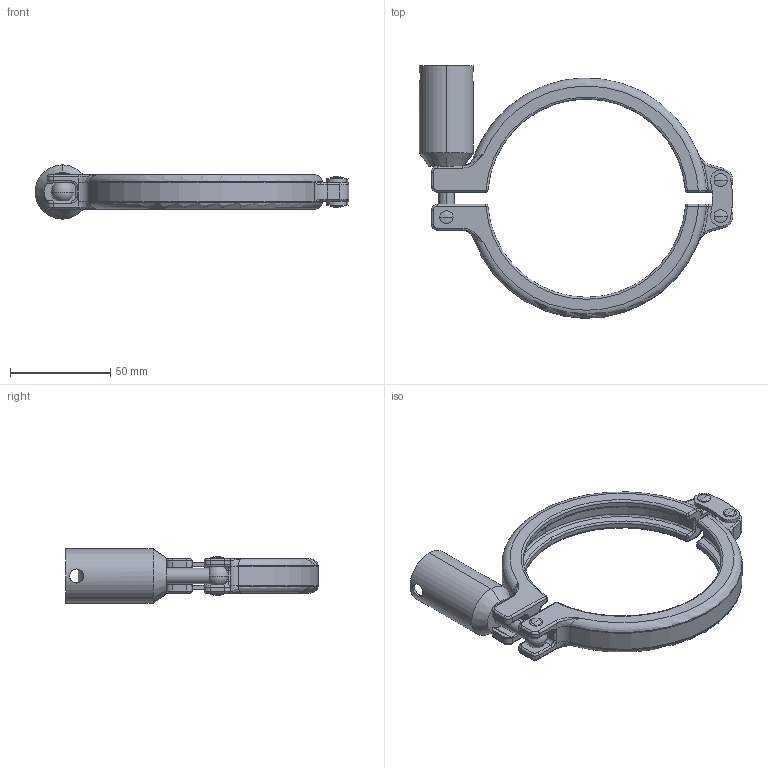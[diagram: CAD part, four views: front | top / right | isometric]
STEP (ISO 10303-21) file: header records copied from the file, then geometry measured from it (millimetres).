
FILE_DESCRIPTION (( 'STEP AP214' ), '1' );
FILE_NAME ('CL.SAFS.0350 BLOCK.STEP', '2019-04-16T14:19:45', ( '' ), ( '' ), 'SwSTEP 2.0', 'SolidWorks 2019', '' );
FILE_SCHEMA (( 'AUTOMOTIVE_DESIGN' ));
Length unit declared in the file: millimetre
Products named in the file (1): CL.SAFS.0350 BLOCK
Bounding box: 156.12 x 125.84 x 27 mm (x, y, z)
Volume: 65808.4 mm3; surface area: 34661.3 mm2
Topology: 3 solids, 3 shells, 386 faces, 897 edges, 509 vertices
Faces by surface type: cylinder 155, torus 75, plane 56, bspline 48, sphere 36, cone 16
Entity records: 13218 total; most frequent: CARTESIAN_POINT 4573, DIRECTION 1932, ORIENTED_EDGE 1744, EDGE_CURVE 872, AXIS2_PLACEMENT_3D 835, VERTEX_POINT 508, CIRCLE 496, EDGE_LOOP 416
